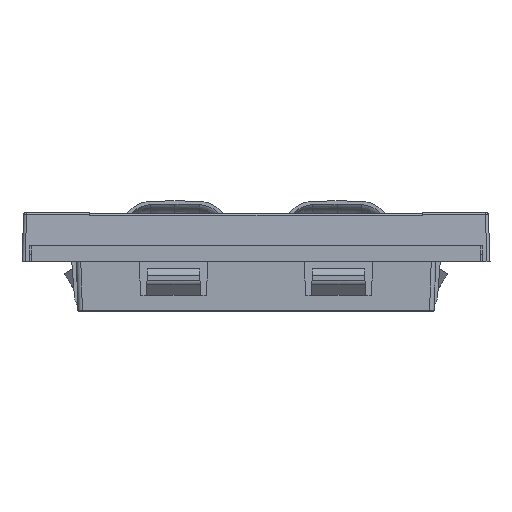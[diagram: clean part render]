
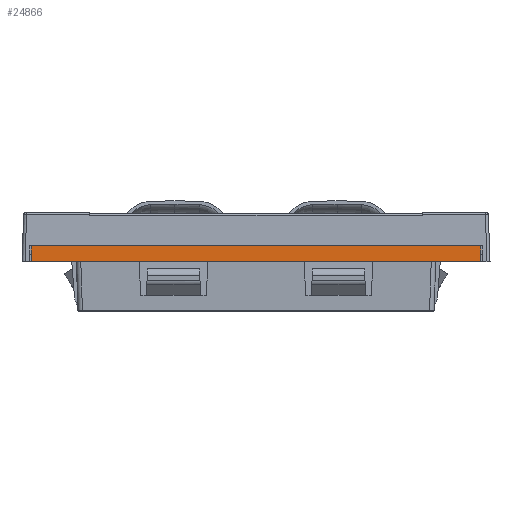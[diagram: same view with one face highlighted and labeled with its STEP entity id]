
A CAD part, front view. The second image highlights one B-rep face of the part: STEP entity #24866.
In plain terms, the highlighted face is planar.
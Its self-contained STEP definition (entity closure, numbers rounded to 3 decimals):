
#23531 = PLANE('',#23532);
#23532 = AXIS2_PLACEMENT_3D('',#23533,#23534,#23535);
#23533 = CARTESIAN_POINT('',(0.,0.,3.3));
#23534 = DIRECTION('',(-0.,0.,1.));
#23535 = DIRECTION('',(1.,0.,0.));
#24259 = PLANE('',#24260);
#24260 = AXIS2_PLACEMENT_3D('',#24261,#24262,#24263);
#24261 = CARTESIAN_POINT('',(-75.,-71.5,-2.));
#24262 = DIRECTION('',(-1.,0.,0.));
#24263 = DIRECTION('',(0.,0.,1.));
#24285 = PLANE('',#24286);
#24286 = AXIS2_PLACEMENT_3D('',#24287,#24288,#24289);
#24287 = CARTESIAN_POINT('',(0.,0.,-2.));
#24288 = DIRECTION('',(0.,0.,1.));
#24289 = DIRECTION('',(1.,0.,-0.));
#24323 = PLANE('',#24324);
#24324 = AXIS2_PLACEMENT_3D('',#24325,#24326,#24327);
#24325 = CARTESIAN_POINT('',(75.,71.5,-2.));
#24326 = DIRECTION('',(1.,0.,0.));
#24327 = DIRECTION('',(0.,0.,-1.));
#24796 = VERTEX_POINT('',#24797);
#24797 = CARTESIAN_POINT('',(-75.,77.832,3.3));
#24818 = EDGE_CURVE('',#24796,#24819,#24821,.T.);
#24819 = VERTEX_POINT('',#24820);
#24820 = CARTESIAN_POINT('',(-75.,77.832,-2.));
#24821 = SURFACE_CURVE('',#24822,(#24826,#24833),.PCURVE_S1.);
#24822 = LINE('',#24823,#24824);
#24823 = CARTESIAN_POINT('',(-75.,77.832,-2.));
#24824 = VECTOR('',#24825,1.);
#24825 = DIRECTION('',(0.,-0.,-1.));
#24826 = PCURVE('',#24259,#24827);
#24827 = DEFINITIONAL_REPRESENTATION('',(#24828),#24832);
#24828 = LINE('',#24829,#24830);
#24829 = CARTESIAN_POINT('',(0.,149.332));
#24830 = VECTOR('',#24831,1.);
#24831 = DIRECTION('',(-1.,0.));
#24832 = ( GEOMETRIC_REPRESENTATION_CONTEXT(2) 
PARAMETRIC_REPRESENTATION_CONTEXT() REPRESENTATION_CONTEXT('2D SPACE',''
  ) );
#24833 = PCURVE('',#24834,#24839);
#24834 = PLANE('',#24835);
#24835 = AXIS2_PLACEMENT_3D('',#24836,#24837,#24838);
#24836 = CARTESIAN_POINT('',(0.,77.832,-2.));
#24837 = DIRECTION('',(0.,-1.,0.));
#24838 = DIRECTION('',(0.,-0.,-1.));
#24839 = DEFINITIONAL_REPRESENTATION('',(#24840),#24844);
#24840 = LINE('',#24841,#24842);
#24841 = CARTESIAN_POINT('',(-0.,-75.));
#24842 = VECTOR('',#24843,1.);
#24843 = DIRECTION('',(1.,0.));
#24844 = ( GEOMETRIC_REPRESENTATION_CONTEXT(2) 
PARAMETRIC_REPRESENTATION_CONTEXT() REPRESENTATION_CONTEXT('2D SPACE',''
  ) );
#24866 = ADVANCED_FACE('',(#24867),#24834,.F.);
#24867 = FACE_BOUND('',#24868,.T.);
#24868 = EDGE_LOOP('',(#24869,#24892,#24915,#24936));
#24869 = ORIENTED_EDGE('',*,*,#24870,.F.);
#24870 = EDGE_CURVE('',#24871,#24796,#24873,.T.);
#24871 = VERTEX_POINT('',#24872);
#24872 = CARTESIAN_POINT('',(75.,77.832,3.3));
#24873 = SURFACE_CURVE('',#24874,(#24878,#24885),.PCURVE_S1.);
#24874 = LINE('',#24875,#24876);
#24875 = CARTESIAN_POINT('',(0.,77.832,3.3));
#24876 = VECTOR('',#24877,1.);
#24877 = DIRECTION('',(-1.,0.,0.));
#24878 = PCURVE('',#24834,#24879);
#24879 = DEFINITIONAL_REPRESENTATION('',(#24880),#24884);
#24880 = LINE('',#24881,#24882);
#24881 = CARTESIAN_POINT('',(-5.3,0.));
#24882 = VECTOR('',#24883,1.);
#24883 = DIRECTION('',(-0.,-1.));
#24884 = ( GEOMETRIC_REPRESENTATION_CONTEXT(2) 
PARAMETRIC_REPRESENTATION_CONTEXT() REPRESENTATION_CONTEXT('2D SPACE',''
  ) );
#24885 = PCURVE('',#23531,#24886);
#24886 = DEFINITIONAL_REPRESENTATION('',(#24887),#24891);
#24887 = LINE('',#24888,#24889);
#24888 = CARTESIAN_POINT('',(0.,77.832));
#24889 = VECTOR('',#24890,1.);
#24890 = DIRECTION('',(-1.,0.));
#24891 = ( GEOMETRIC_REPRESENTATION_CONTEXT(2) 
PARAMETRIC_REPRESENTATION_CONTEXT() REPRESENTATION_CONTEXT('2D SPACE',''
  ) );
#24892 = ORIENTED_EDGE('',*,*,#24893,.F.);
#24893 = EDGE_CURVE('',#24894,#24871,#24896,.T.);
#24894 = VERTEX_POINT('',#24895);
#24895 = CARTESIAN_POINT('',(75.,77.832,-2.));
#24896 = SURFACE_CURVE('',#24897,(#24901,#24908),.PCURVE_S1.);
#24897 = LINE('',#24898,#24899);
#24898 = CARTESIAN_POINT('',(75.,77.832,-2.));
#24899 = VECTOR('',#24900,1.);
#24900 = DIRECTION('',(-0.,-0.,1.));
#24901 = PCURVE('',#24834,#24902);
#24902 = DEFINITIONAL_REPRESENTATION('',(#24903),#24907);
#24903 = LINE('',#24904,#24905);
#24904 = CARTESIAN_POINT('',(0.,75.));
#24905 = VECTOR('',#24906,1.);
#24906 = DIRECTION('',(-1.,0.));
#24907 = ( GEOMETRIC_REPRESENTATION_CONTEXT(2) 
PARAMETRIC_REPRESENTATION_CONTEXT() REPRESENTATION_CONTEXT('2D SPACE',''
  ) );
#24908 = PCURVE('',#24323,#24909);
#24909 = DEFINITIONAL_REPRESENTATION('',(#24910),#24914);
#24910 = LINE('',#24911,#24912);
#24911 = CARTESIAN_POINT('',(0.,6.332));
#24912 = VECTOR('',#24913,1.);
#24913 = DIRECTION('',(-1.,0.));
#24914 = ( GEOMETRIC_REPRESENTATION_CONTEXT(2) 
PARAMETRIC_REPRESENTATION_CONTEXT() REPRESENTATION_CONTEXT('2D SPACE',''
  ) );
#24915 = ORIENTED_EDGE('',*,*,#24916,.F.);
#24916 = EDGE_CURVE('',#24819,#24894,#24917,.T.);
#24917 = SURFACE_CURVE('',#24918,(#24922,#24929),.PCURVE_S1.);
#24918 = LINE('',#24919,#24920);
#24919 = CARTESIAN_POINT('',(0.,77.832,-2.));
#24920 = VECTOR('',#24921,1.);
#24921 = DIRECTION('',(1.,0.,0.));
#24922 = PCURVE('',#24834,#24923);
#24923 = DEFINITIONAL_REPRESENTATION('',(#24924),#24928);
#24924 = LINE('',#24925,#24926);
#24925 = CARTESIAN_POINT('',(0.,0.));
#24926 = VECTOR('',#24927,1.);
#24927 = DIRECTION('',(0.,1.));
#24928 = ( GEOMETRIC_REPRESENTATION_CONTEXT(2) 
PARAMETRIC_REPRESENTATION_CONTEXT() REPRESENTATION_CONTEXT('2D SPACE',''
  ) );
#24929 = PCURVE('',#24285,#24930);
#24930 = DEFINITIONAL_REPRESENTATION('',(#24931),#24935);
#24931 = LINE('',#24932,#24933);
#24932 = CARTESIAN_POINT('',(0.,77.832));
#24933 = VECTOR('',#24934,1.);
#24934 = DIRECTION('',(1.,0.));
#24935 = ( GEOMETRIC_REPRESENTATION_CONTEXT(2) 
PARAMETRIC_REPRESENTATION_CONTEXT() REPRESENTATION_CONTEXT('2D SPACE',''
  ) );
#24936 = ORIENTED_EDGE('',*,*,#24818,.F.);
